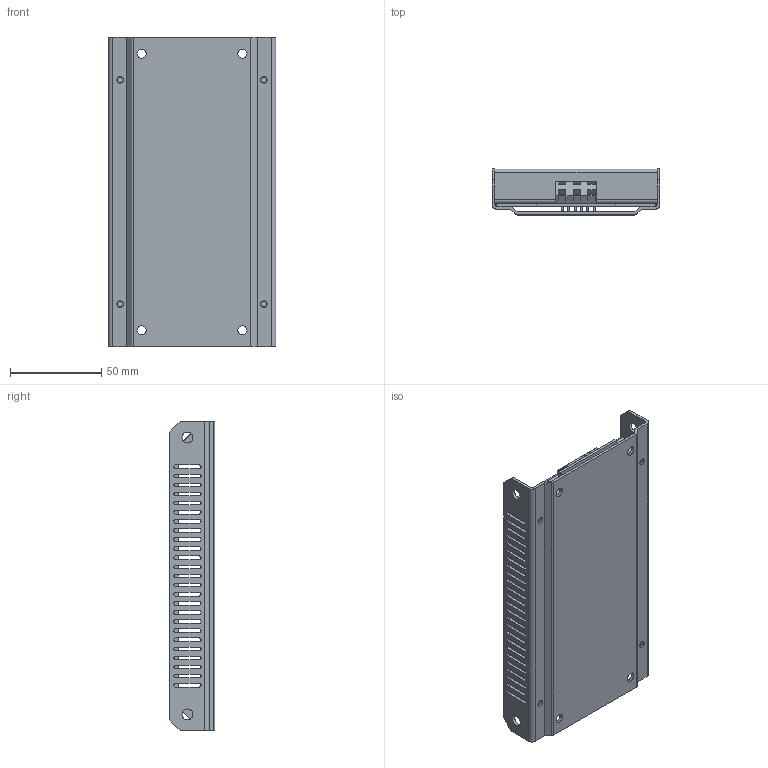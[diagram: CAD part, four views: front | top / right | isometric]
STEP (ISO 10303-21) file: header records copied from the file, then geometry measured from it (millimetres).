
FILE_DESCRIPTION (( 'STEP AP214' ), '1' );
FILE_NAME ('MIF06.STEP', '2020-02-24T18:48:13', ( '' ), ( '' ), 'SwSTEP 2.0', 'SolidWorks 2017', '' );
FILE_SCHEMA (( 'AUTOMOTIVE_DESIGN' ));
Length unit declared in the file: inch
Products named in the file (1): MIF06
Bounding box: 92 x 25 x 170 mm (x, y, z)
Volume: 71527.5 mm3; surface area: 108718.1 mm2
Topology: 5 solids, 5 shells, 859 faces, 2403 edges, 1594 vertices
Faces by surface type: plane 451, cylinder 349, bspline 59
Entity records: 42600 total; most frequent: CARTESIAN_POINT 8344, ORIENTED_EDGE 4806, DIRECTION 4585, EDGE_CURVE 2403, VERTEX_POINT 1594, LINE 1587, VECTOR 1587, AXIS2_PLACEMENT_3D 1499
